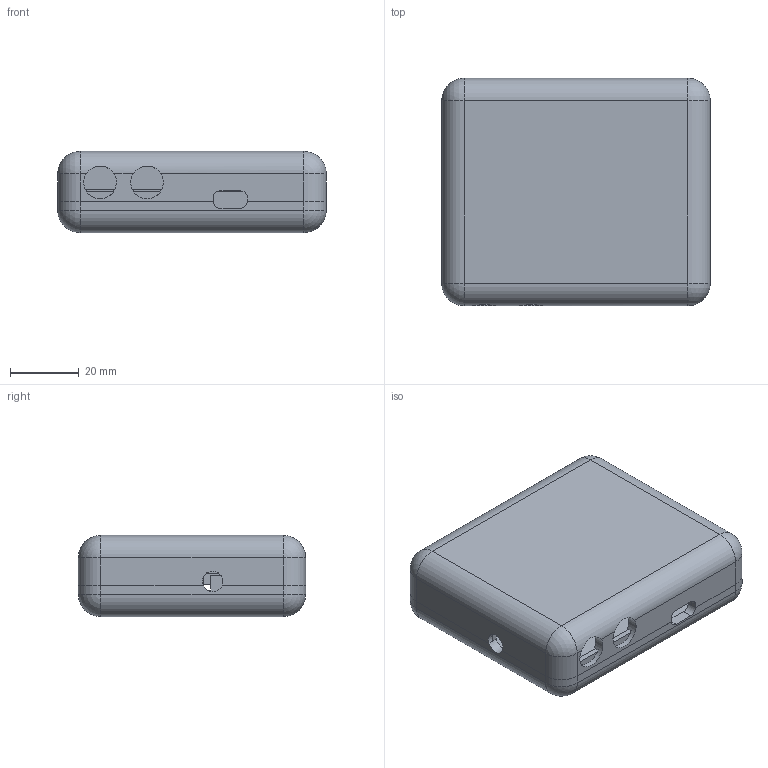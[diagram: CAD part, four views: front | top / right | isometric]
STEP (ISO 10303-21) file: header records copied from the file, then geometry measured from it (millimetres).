
FILE_DESCRIPTION(/* description */ ('STEP AP242','CAx-IF Rec.Pracs.---Representation and Presentation of Product Manufacturing Information (PMI)---4.0---2014-10-13','CAx-IF Rec.Pracs.---3D Tessellated Geometry---0.4---2014-09-14','2;1'),/* implementation_level */ '2;1');
FILE_NAME(/* name */ '68aa12f4f660a850d7c9875e',/* time_stamp */ '2025-08-23T19:13:56Z',/* author */ (''),/* organization */ (''),/* preprocessor_version */ 'ST-DEVELOPER v20',/* originating_system */ 'ONSHAPE BY PTC INC, 1.202',/* authorisation */ ' ');
FILE_SCHEMA (('AP242_MANAGED_MODEL_BASED_3D_ENGINEERING_MIM_LF { 1 0 10303 442 1 1 4 }'));
Length unit declared in the file: metre
Products named in the file (2): Part 2; Part 1
Bounding box: 78 x 66 x 23.6 mm (x, y, z)
Volume: 38938.9 mm3; surface area: 30960.4 mm2
Topology: 2 solids, 2 shells, 130 faces, 366 edges, 228 vertices
Faces by surface type: plane 98, cylinder 24, sphere 8
Full cylindrical faces by diameter (mm): 9.5 x2
Entity records: 4094 total; most frequent: CARTESIAN_POINT 724, ORIENTED_EDGE 708, DIRECTION 668, EDGE_CURVE 354, LINE 300, VECTOR 300, VERTEX_POINT 226, AXIS2_PLACEMENT_3D 184
